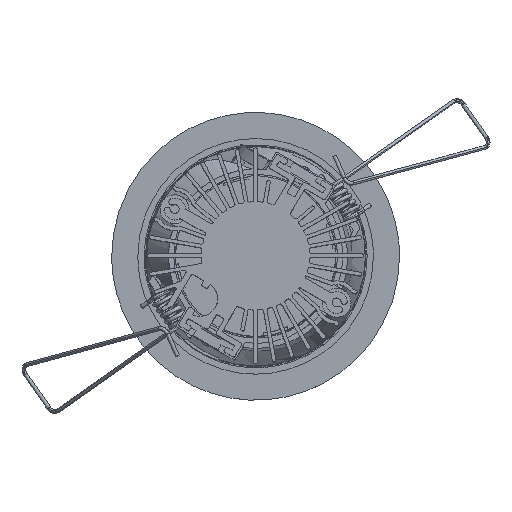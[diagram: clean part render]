
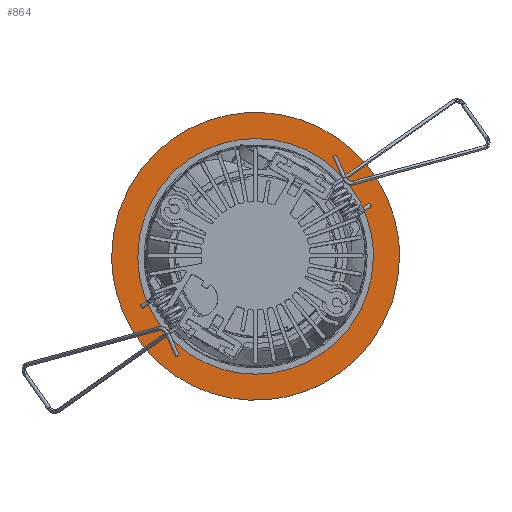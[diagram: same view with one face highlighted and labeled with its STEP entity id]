
A CAD part, top view. The second image highlights one B-rep face of the part: STEP entity #864.
In plain terms, the highlighted planar face has unit normal (0, 0, 1).
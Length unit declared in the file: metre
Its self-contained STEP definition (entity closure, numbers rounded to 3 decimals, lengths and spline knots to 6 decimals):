
#40=FACE_BOUND('',#2494,.T.);
#864=ADVANCED_FACE('',(#1669,#40),#13816,.T.);
#1669=FACE_OUTER_BOUND('',#2493,.T.);
#2493=EDGE_LOOP('',(#6959,#6960));
#2494=EDGE_LOOP('',(#6961,#6962));
#6959=ORIENTED_EDGE('',*,*,#9247,.F.);
#6960=ORIENTED_EDGE('',*,*,#9246,.F.);
#6961=ORIENTED_EDGE('',*,*,#9253,.T.);
#6962=ORIENTED_EDGE('',*,*,#9254,.T.);
#9246=EDGE_CURVE('',#13008,#13009,#11521,.T.);
#9247=EDGE_CURVE('',#13009,#13008,#11522,.T.);
#9253=EDGE_CURVE('',#13011,#13010,#11527,.T.);
#9254=EDGE_CURVE('',#13010,#13011,#11528,.T.);
#11521=(
BOUNDED_CURVE()
B_SPLINE_CURVE(2,(#35986,#35987,#35988,#35989,#35990),.UNSPECIFIED.,.F.,
 .F.)
B_SPLINE_CURVE_WITH_KNOTS((3,2,3),(-0.251327,-0.188496,
-0.125664),.UNSPECIFIED.)
CURVE()
GEOMETRIC_REPRESENTATION_ITEM()
RATIONAL_B_SPLINE_CURVE((1.,0.707,1.,0.707,1.))
REPRESENTATION_ITEM('')
);
#11522=(
BOUNDED_CURVE()
B_SPLINE_CURVE(2,(#35991,#35992,#35993,#35994,#35995),.UNSPECIFIED.,.F.,
 .F.)
B_SPLINE_CURVE_WITH_KNOTS((3,2,3),(-0.125664,-0.062832,
0.),.UNSPECIFIED.)
CURVE()
GEOMETRIC_REPRESENTATION_ITEM()
RATIONAL_B_SPLINE_CURVE((1.,0.707,1.,0.707,1.))
REPRESENTATION_ITEM('')
);
#11527=(
BOUNDED_CURVE()
B_SPLINE_CURVE(2,(#36018,#36019,#36020,#36021,#36022),.UNSPECIFIED.,.F.,
 .F.)
B_SPLINE_CURVE_WITH_KNOTS((3,2,3),(-0.102887,-0.051444,
0.),.UNSPECIFIED.)
CURVE()
GEOMETRIC_REPRESENTATION_ITEM()
RATIONAL_B_SPLINE_CURVE((1.,0.707,1.,0.707,1.))
REPRESENTATION_ITEM('')
);
#11528=(
BOUNDED_CURVE()
B_SPLINE_CURVE(2,(#36023,#36024,#36025,#36026,#36027),.UNSPECIFIED.,.F.,
 .F.)
B_SPLINE_CURVE_WITH_KNOTS((3,2,3),(-0.205774,-0.154331,
-0.102887),.UNSPECIFIED.)
CURVE()
GEOMETRIC_REPRESENTATION_ITEM()
RATIONAL_B_SPLINE_CURVE((1.,0.707,1.,0.707,1.))
REPRESENTATION_ITEM('')
);
#13008=VERTEX_POINT('',#35970);
#13009=VERTEX_POINT('',#35971);
#13010=VERTEX_POINT('',#35972);
#13011=VERTEX_POINT('',#35973);
#13816=PLANE('',#14251);
#14251=AXIS2_PLACEMENT_3D('',#35872,#14602,$);
#14602=DIRECTION('',(0.,0.,1.));
#35872=CARTESIAN_POINT('',(-0.6492,-0.6492,-0.05665));
#35970=CARTESIAN_POINT('',(0.04,0.,-0.05665));
#35971=CARTESIAN_POINT('',(-0.04,0.,-0.05665));
#35972=CARTESIAN_POINT('',(0.03275,0.,-0.05665));
#35973=CARTESIAN_POINT('',(-0.03275,0.,-0.05665));
#35986=CARTESIAN_POINT('',(0.04,0.,-0.05665));
#35987=CARTESIAN_POINT('',(0.04,-0.04,-0.05665));
#35988=CARTESIAN_POINT('',(0.,-0.04,-0.05665));
#35989=CARTESIAN_POINT('',(-0.04,-0.04,-0.05665));
#35990=CARTESIAN_POINT('',(-0.04,0.,-0.05665));
#35991=CARTESIAN_POINT('',(-0.04,0.,-0.05665));
#35992=CARTESIAN_POINT('',(-0.04,0.04,-0.05665));
#35993=CARTESIAN_POINT('',(0.,0.04,-0.05665));
#35994=CARTESIAN_POINT('',(0.04,0.04,-0.05665));
#35995=CARTESIAN_POINT('',(0.04,0.,-0.05665));
#36018=CARTESIAN_POINT('',(-0.03275,0.,-0.05665));
#36019=CARTESIAN_POINT('',(-0.03275,0.03275,-0.05665));
#36020=CARTESIAN_POINT('',(0.,0.03275,-0.05665));
#36021=CARTESIAN_POINT('',(0.03275,0.03275,-0.05665));
#36022=CARTESIAN_POINT('',(0.03275,0.,-0.05665));
#36023=CARTESIAN_POINT('',(0.03275,0.,-0.05665));
#36024=CARTESIAN_POINT('',(0.03275,-0.03275,-0.05665));
#36025=CARTESIAN_POINT('',(0.,-0.03275,-0.05665));
#36026=CARTESIAN_POINT('',(-0.03275,-0.03275,-0.05665));
#36027=CARTESIAN_POINT('',(-0.03275,0.,-0.05665));
